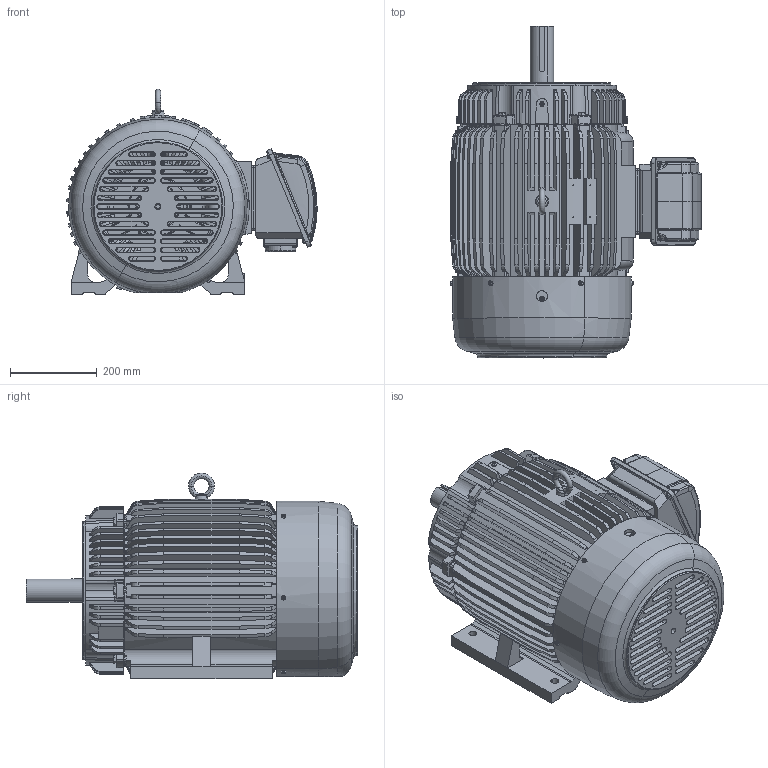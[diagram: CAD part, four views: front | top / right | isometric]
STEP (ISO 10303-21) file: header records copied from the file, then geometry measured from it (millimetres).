
FILE_DESCRIPTION(('CATIA V5 STEP Exchange'),'2;1');
FILE_NAME('324T-HV-CF_AllCATPart1.stp','2012-08-25T01:55:09+00:00',('none'),('none'),'CATIA Version 5 Release 19 SP 9 (IN-10)','CATIA V5 STEP AP203','none');
FILE_SCHEMA(('CONFIG_CONTROL_DESIGN'));
Length unit declared in the file: millimetre
Products named in the file (1): 324T-HV-CF_AllCATPart
Bounding box: 576.11 x 763.6 x 473.2 mm (x, y, z)
Volume: 22530178.1 mm3; surface area: 4274850.6 mm2
Topology: 46 solids, 46 shells, 4129 faces, 11181 edges, 7222 vertices
Faces by surface type: plane 1375, torus 909, cylinder 874, cone 669, bspline 270, sphere 24, revolution 8
Entity records: 155867 total; most frequent: CARTESIAN_POINT 68119, ORIENTED_EDGE 22254, DIRECTION 11259, EDGE_CURVE 11127, VERTEX_POINT 7222, AXIS2_PLACEMENT_3D 5917, EDGE_LOOP 4473, ADVANCED_FACE 4129
